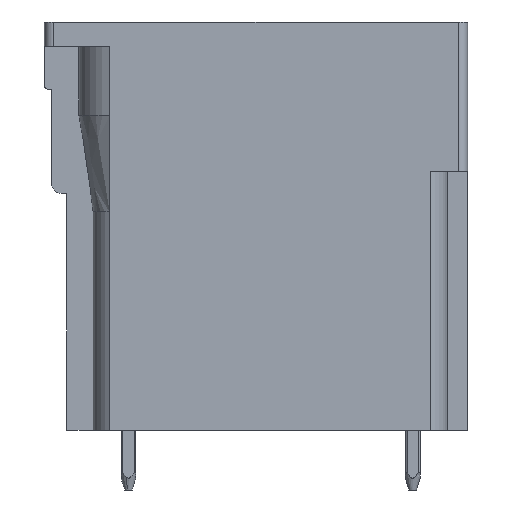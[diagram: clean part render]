
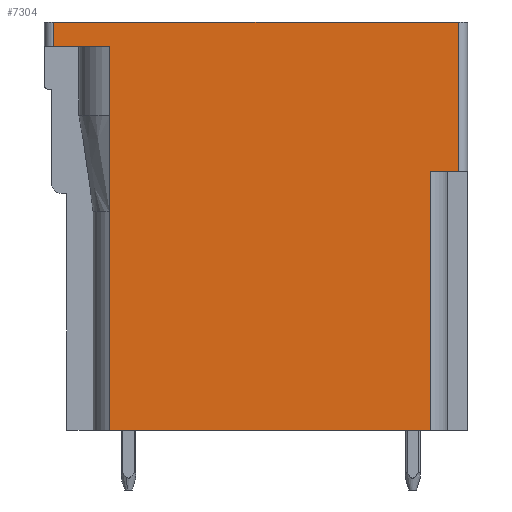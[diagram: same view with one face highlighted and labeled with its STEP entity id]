
A CAD part, left-side view. The second image highlights one B-rep face of the part: STEP entity #7304.
In plain terms, the highlighted planar face has unit normal (-1, 0, 0).
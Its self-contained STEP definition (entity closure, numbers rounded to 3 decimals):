
#7280=AXIS2_PLACEMENT_3D('Plane Axis2P3D',#7277,#7278,#7279) ;
#80=CARTESIAN_POINT('Vertex',(0.,22.2,25.1)) ;
#85=CARTESIAN_POINT('Line Origine',(0.,11.35,25.1)) ;
#89=CARTESIAN_POINT('Vertex',(0.,0.5,25.1)) ;
#1399=CARTESIAN_POINT('Vertex',(0.,2.,3.2)) ;
#1415=CARTESIAN_POINT('Vertex',(0.,2.,17.1)) ;
#1418=CARTESIAN_POINT('Line Origine',(0.,2.,10.15)) ;
#5406=CARTESIAN_POINT('Vertex',(0.,0.5,17.1)) ;
#5409=CARTESIAN_POINT('Line Origine',(0.,1.25,17.1)) ;
#6723=CARTESIAN_POINT('Line Origine',(0.,0.5,14.15)) ;
#7064=CARTESIAN_POINT('Line Origine',(0.,10.6,3.2)) ;
#7068=CARTESIAN_POINT('Vertex',(0.,19.2,3.2)) ;
#7251=CARTESIAN_POINT('Line Origine',(0.,22.2,14.15)) ;
#7255=CARTESIAN_POINT('Vertex',(0.,22.2,23.8)) ;
#7277=CARTESIAN_POINT('Axis2P3D Location',(0.,0.,0.)) ;
#7282=CARTESIAN_POINT('Line Origine',(0.,20.7,23.8)) ;
#7286=CARTESIAN_POINT('Vertex',(0.,19.2,23.8)) ;
#7289=CARTESIAN_POINT('Line Origine',(0.,19.2,13.5)) ;
#86=DIRECTION('Vector Direction',(0.,-1.,0.)) ;
#1419=DIRECTION('Vector Direction',(0.,0.,1.)) ;
#5410=DIRECTION('Vector Direction',(0.,-1.,0.)) ;
#6724=DIRECTION('Vector Direction',(0.,0.,1.)) ;
#7065=DIRECTION('Vector Direction',(0.,-1.,0.)) ;
#7252=DIRECTION('Vector Direction',(0.,0.,1.)) ;
#7278=DIRECTION('Axis2P3D Direction',(-1.,0.,0.)) ;
#7279=DIRECTION('Axis2P3D XDirection',(0.,0.,1.)) ;
#7283=DIRECTION('Vector Direction',(0.,-1.,0.)) ;
#7290=DIRECTION('Vector Direction',(0.,0.,1.)) ;
#87=VECTOR('Line Direction',#86,1.) ;
#1420=VECTOR('Line Direction',#1419,1.) ;
#5411=VECTOR('Line Direction',#5410,1.) ;
#6725=VECTOR('Line Direction',#6724,1.) ;
#7066=VECTOR('Line Direction',#7065,1.) ;
#7253=VECTOR('Line Direction',#7252,1.) ;
#7284=VECTOR('Line Direction',#7283,1.) ;
#7291=VECTOR('Line Direction',#7290,1.) ;
#7295=ORIENTED_EDGE('',*,*,#7070,.T.) ;
#7296=ORIENTED_EDGE('',*,*,#1422,.T.) ;
#7297=ORIENTED_EDGE('',*,*,#5413,.F.) ;
#7298=ORIENTED_EDGE('',*,*,#6727,.T.) ;
#7299=ORIENTED_EDGE('',*,*,#91,.T.) ;
#7300=ORIENTED_EDGE('',*,*,#7257,.T.) ;
#7301=ORIENTED_EDGE('',*,*,#7288,.F.) ;
#7302=ORIENTED_EDGE('',*,*,#7293,.F.) ;
#7304=ADVANCED_FACE('HOUSING',(#7303),#7281,.T.) ;
#91=EDGE_CURVE('',#90,#81,#88,.F.) ;
#1422=EDGE_CURVE('',#1400,#1416,#1421,.T.) ;
#5413=EDGE_CURVE('',#5407,#1416,#5412,.F.) ;
#6727=EDGE_CURVE('',#5407,#90,#6726,.T.) ;
#7070=EDGE_CURVE('',#7069,#1400,#7067,.T.) ;
#7257=EDGE_CURVE('',#81,#7256,#7254,.F.) ;
#7288=EDGE_CURVE('',#7287,#7256,#7285,.F.) ;
#7293=EDGE_CURVE('',#7069,#7287,#7292,.T.) ;
#7294=EDGE_LOOP('',(#7295,#7296,#7297,#7298,#7299,#7300,#7301,#7302)) ;
#7303=FACE_OUTER_BOUND('',#7294,.T.) ;
#88=LINE('Line',#85,#87) ;
#1421=LINE('Line',#1418,#1420) ;
#5412=LINE('Line',#5409,#5411) ;
#6726=LINE('Line',#6723,#6725) ;
#7067=LINE('Line',#7064,#7066) ;
#7254=LINE('Line',#7251,#7253) ;
#7285=LINE('Line',#7282,#7284) ;
#7292=LINE('Line',#7289,#7291) ;
#7281=PLANE('',#7280) ;
#81=VERTEX_POINT('',#80) ;
#90=VERTEX_POINT('',#89) ;
#1400=VERTEX_POINT('',#1399) ;
#1416=VERTEX_POINT('',#1415) ;
#5407=VERTEX_POINT('',#5406) ;
#7069=VERTEX_POINT('',#7068) ;
#7256=VERTEX_POINT('',#7255) ;
#7287=VERTEX_POINT('',#7286) ;
